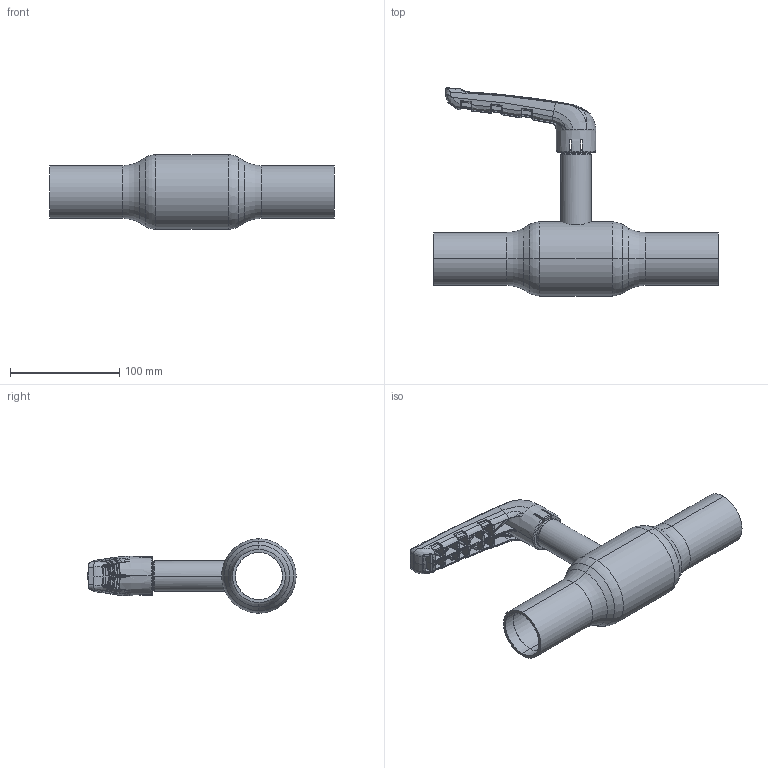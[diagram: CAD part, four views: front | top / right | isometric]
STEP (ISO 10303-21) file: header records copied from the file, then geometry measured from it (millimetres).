
FILE_DESCRIPTION (( 'STEP AP214' ), '1' );
FILE_NAME ('1040003001-xxxx.step', '2019-05-10T10:48:31', ( '' ), ( '' ), 'SwSTEP 2.0', 'SolidWorks 2017', '' );
FILE_SCHEMA (( 'AUTOMOTIVE_DESIGN' ));
Length unit declared in the file: millimetre
Products named in the file (1): 1040003001-xxxx
Bounding box: 260 x 190.31 x 68 mm (x, y, z)
Surface area: 93768.5 mm2 (no closed solid volume)
Topology: 0 solids, 6 shells, 734 faces, 2433 edges, 1577 vertices
Faces by surface type: bspline 623, plane 36, cylinder 30, cone 20, torus 17, sphere 8
Entity records: 56266 total; most frequent: CARTESIAN_POINT 33168, ORIENTED_EDGE 3832, EDGE_CURVE 2425, B_SPLINE_CURVE_WITH_KNOTS 1751, VERTEX_POINT 1577, DIRECTION 1429, EDGE_LOOP 739, UNCERTAINTY_MEASURE_WITH_UNIT 736
